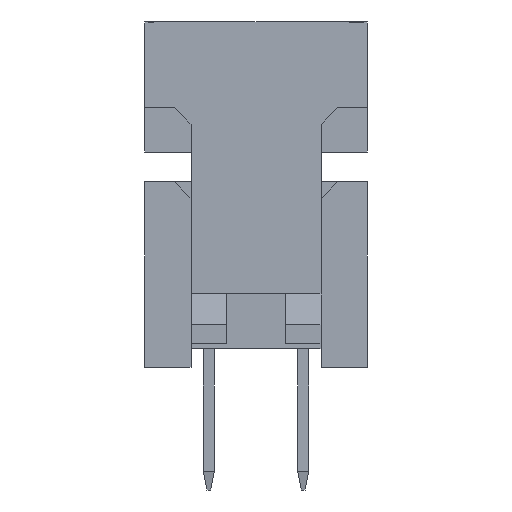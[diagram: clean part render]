
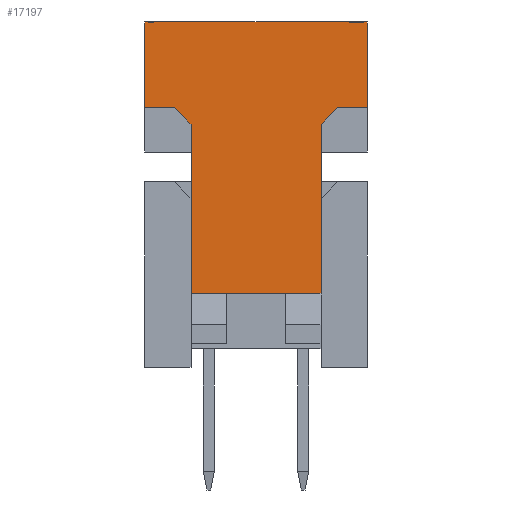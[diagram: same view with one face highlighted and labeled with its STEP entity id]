
A CAD part, left-side view. The second image highlights one B-rep face of the part: STEP entity #17197.
In plain terms, the highlighted planar face has unit normal (-1, 0, 0).
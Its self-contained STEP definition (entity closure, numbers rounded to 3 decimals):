
#4100=ORIENTED_EDGE('',*,*,#7387,.F.);
#4101=ORIENTED_EDGE('',*,*,#7400,.F.);
#4102=ORIENTED_EDGE('',*,*,#7401,.T.);
#4103=ORIENTED_EDGE('',*,*,#7402,.F.);
#4104=ORIENTED_EDGE('',*,*,#7403,.T.);
#4105=ORIENTED_EDGE('',*,*,#7404,.T.);
#4106=ORIENTED_EDGE('',*,*,#7405,.T.);
#4107=ORIENTED_EDGE('',*,*,#7406,.F.);
#4108=ORIENTED_EDGE('',*,*,#7379,.T.);
#4109=ORIENTED_EDGE('',*,*,#7407,.T.);
#7379=EDGE_CURVE('',#9261,#9260,#11260,.T.);
#7387=EDGE_CURVE('',#9266,#9267,#11268,.T.);
#7400=EDGE_CURVE('',#9277,#9266,#11281,.T.);
#7401=EDGE_CURVE('',#9277,#9278,#11282,.F.);
#7402=EDGE_CURVE('',#9279,#9278,#11283,.T.);
#7403=EDGE_CURVE('',#9279,#9280,#11284,.T.);
#7404=EDGE_CURVE('',#9280,#9281,#11285,.T.);
#7405=EDGE_CURVE('',#9281,#9282,#11286,.F.);
#7406=EDGE_CURVE('',#9261,#9282,#11287,.T.);
#7407=EDGE_CURVE('',#9260,#9267,#11288,.T.);
#9260=VERTEX_POINT('',#27041);
#9261=VERTEX_POINT('',#27043);
#9266=VERTEX_POINT('',#27056);
#9267=VERTEX_POINT('',#27058);
#9277=VERTEX_POINT('',#27084);
#9278=VERTEX_POINT('',#27086);
#9279=VERTEX_POINT('',#27088);
#9280=VERTEX_POINT('',#27090);
#9281=VERTEX_POINT('',#27092);
#9282=VERTEX_POINT('',#27094);
#11260=LINE('',#27042,#13511);
#11268=LINE('',#27057,#13519);
#11281=LINE('',#27083,#13532);
#11282=LINE('',#27085,#13533);
#11283=LINE('',#27087,#13534);
#11284=LINE('',#27089,#13535);
#11285=LINE('',#27091,#13536);
#11286=LINE('',#27093,#13537);
#11287=LINE('',#27095,#13538);
#11288=LINE('',#27096,#13539);
#13511=VECTOR('',#22043,1000.);
#13519=VECTOR('',#22053,1000.);
#13532=VECTOR('',#22072,1000.);
#13533=VECTOR('',#22073,1000.);
#13534=VECTOR('',#22074,1000.);
#13535=VECTOR('',#22075,1000.);
#13536=VECTOR('',#22076,1000.);
#13537=VECTOR('',#22077,1000.);
#13538=VECTOR('',#22078,1000.);
#13539=VECTOR('',#22079,1000.);
#14712=EDGE_LOOP('',(#4100,#4101,#4102,#4103,#4104,#4105,#4106,#4107,#4108,
#4109));
#15641=FACE_BOUND('',#14712,.T.);
#16370=PLANE('',#18441);
#17197=ADVANCED_FACE('',(#15641),#16370,.T.);
#18441=AXIS2_PLACEMENT_3D('',#27082,#22070,#22071);
#22043=DIRECTION('',(0.,0.,1.));
#22053=DIRECTION('',(0.,0.,1.));
#22070=DIRECTION('',(-1.,0.,0.));
#22071=DIRECTION('',(0.,0.,1.));
#22072=DIRECTION('',(0.,1.,0.));
#22073=DIRECTION('',(0.,0.707,0.707));
#22074=DIRECTION('',(0.,0.,1.));
#22075=DIRECTION('',(0.,-1.,0.));
#22076=DIRECTION('',(0.,0.,1.));
#22077=DIRECTION('',(0.,0.707,-0.707));
#22078=DIRECTION('',(0.,1.,0.));
#22079=DIRECTION('',(0.,1.,0.));
#27041=CARTESIAN_POINT('',(-34.475,-3.,1.15));
#27042=CARTESIAN_POINT('',(-34.475,-3.,-1.15));
#27043=CARTESIAN_POINT('',(-34.475,-3.,-1.15));
#27056=CARTESIAN_POINT('',(-34.475,3.,-1.15));
#27057=CARTESIAN_POINT('',(-34.475,3.,-1.15));
#27058=CARTESIAN_POINT('',(-34.475,3.,1.15));
#27082=CARTESIAN_POINT('',(-34.475,-3.,-1.15));
#27083=CARTESIAN_POINT('',(-34.475,-3.,-1.15));
#27084=CARTESIAN_POINT('',(-34.475,2.2,-1.15));
#27085=CARTESIAN_POINT('',(-34.475,2.2,-1.15));
#27086=CARTESIAN_POINT('',(-34.475,1.75,-1.6));
#27087=CARTESIAN_POINT('',(-34.475,1.75,-6.15));
#27088=CARTESIAN_POINT('',(-34.475,1.75,-6.15));
#27089=CARTESIAN_POINT('',(-34.475,1.75,-6.15));
#27090=CARTESIAN_POINT('',(-34.475,-1.75,-6.15));
#27091=CARTESIAN_POINT('',(-34.475,-1.75,-6.15));
#27092=CARTESIAN_POINT('',(-34.475,-1.75,-1.6));
#27093=CARTESIAN_POINT('',(-34.475,-2.2,-1.15));
#27094=CARTESIAN_POINT('',(-34.475,-2.2,-1.15));
#27095=CARTESIAN_POINT('',(-34.475,-3.,-1.15));
#27096=CARTESIAN_POINT('',(-34.475,-3.,1.15));
